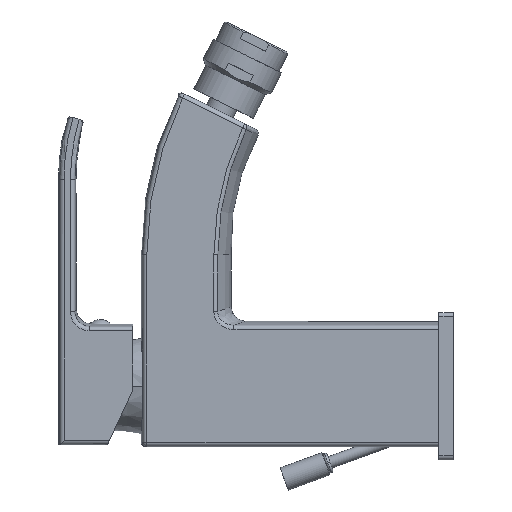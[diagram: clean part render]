
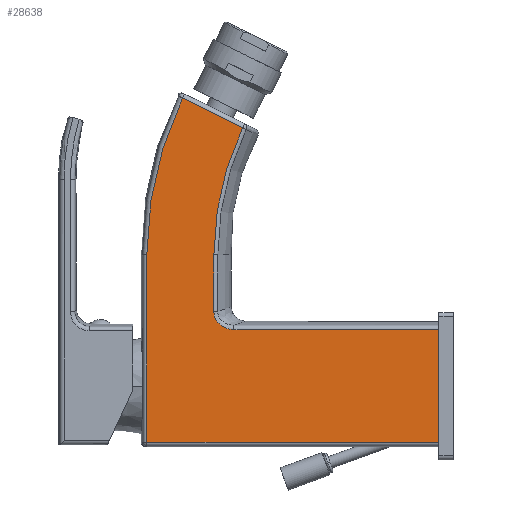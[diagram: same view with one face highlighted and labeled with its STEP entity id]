
A CAD part, left-side view. The second image highlights one B-rep face of the part: STEP entity #28638.
In plain terms, the highlighted planar face has unit normal (-1, 0, 0).
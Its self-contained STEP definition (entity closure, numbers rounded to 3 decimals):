
#4664=DIRECTION('',(0.,0.,1.));
#4665=VECTOR('',#4664,38.22);
#4666=CARTESIAN_POINT('',(-18.25,2.,-19.));
#4667=LINE('',#4666,#4665);
#4668=DIRECTION('',(0.,-1.,0.));
#4669=VECTOR('',#4668,99.03);
#4670=CARTESIAN_POINT('',(-18.25,101.03,-19.));
#4671=LINE('',#4670,#4669);
#4672=DIRECTION('',(0.,0.,-1.));
#4673=VECTOR('',#4672,63.61);
#4674=CARTESIAN_POINT('',(-18.25,101.03,44.61));
#4675=LINE('',#4674,#4673);
#4676=CARTESIAN_POINT('',(-18.25,-21.5,44.61));
#4677=DIRECTION('',(-1.,0.,0.));
#4678=DIRECTION('',(0.,0.901,0.434));
#4679=AXIS2_PLACEMENT_3D('',#4676,#4677,#4678);
#4681=DIRECTION('',(0.,-0.896,-0.445));
#4682=VECTOR('',#4681,22.76);
#4683=CARTESIAN_POINT('',(-18.25,88.895,97.776));
#4684=LINE('',#4683,#4682);
#4685=CARTESIAN_POINT('',(-18.25,-21.5,44.61));
#4686=DIRECTION('',(-1.,0.,0.));
#4687=DIRECTION('',(0.,0.902,0.431));
#4688=AXIS2_PLACEMENT_3D('',#4685,#4686,#4687);
#4690=DIRECTION('',(0.,0.,-1.));
#4691=VECTOR('',#4690,19.323);
#4692=CARTESIAN_POINT('',(-18.25,78.268,44.61));
#4693=LINE('',#4692,#4691);
#4694=CARTESIAN_POINT('',(-18.25,78.268,25.288));
#4695=CARTESIAN_POINT('',(-18.25,78.268,25.179));
#4696=CARTESIAN_POINT('',(-18.25,78.262,24.963));
#4697=CARTESIAN_POINT('',(-18.25,78.234,24.639));
#4698=CARTESIAN_POINT('',(-18.25,78.189,24.317));
#4699=CARTESIAN_POINT('',(-18.25,78.124,23.998));
#4700=CARTESIAN_POINT('',(-18.25,78.041,23.683));
#4701=CARTESIAN_POINT('',(-18.25,77.94,23.373));
#4702=CARTESIAN_POINT('',(-18.25,77.821,23.069));
#4703=CARTESIAN_POINT('',(-18.25,77.684,22.771));
#4704=CARTESIAN_POINT('',(-18.25,77.529,22.481));
#4705=CARTESIAN_POINT('',(-18.25,77.356,22.197));
#4706=CARTESIAN_POINT('',(-18.25,77.165,21.921));
#4707=CARTESIAN_POINT('',(-18.25,76.956,21.653));
#4708=CARTESIAN_POINT('',(-18.25,76.728,21.393));
#4709=CARTESIAN_POINT('',(-18.25,76.483,21.144));
#4710=CARTESIAN_POINT('',(-18.25,76.219,20.904));
#4711=CARTESIAN_POINT('',(-18.25,75.938,20.676));
#4712=CARTESIAN_POINT('',(-18.25,75.639,20.461));
#4713=CARTESIAN_POINT('',(-18.25,75.324,20.259));
#4714=CARTESIAN_POINT('',(-18.25,74.992,20.072));
#4715=CARTESIAN_POINT('',(-18.25,74.644,19.901));
#4716=CARTESIAN_POINT('',(-18.25,74.282,19.746));
#4717=CARTESIAN_POINT('',(-18.25,73.906,19.609));
#4718=CARTESIAN_POINT('',(-18.25,73.519,19.491));
#4719=CARTESIAN_POINT('',(-18.25,73.12,19.394));
#4720=CARTESIAN_POINT('',(-18.25,72.713,19.317));
#4721=CARTESIAN_POINT('',(-18.25,72.299,19.261));
#4722=CARTESIAN_POINT('',(-18.25,71.88,19.228));
#4723=CARTESIAN_POINT('',(-18.25,71.599,19.22));
#4724=CARTESIAN_POINT('',(-18.25,71.457,19.22));
#4726=DIRECTION('',(0.,-1.,0.));
#4727=VECTOR('',#4726,69.457);
#4728=CARTESIAN_POINT('',(-18.25,71.457,19.22));
#4729=LINE('',#4728,#4727);
#19353=VERTEX_POINT('',#4694);
#19354=VERTEX_POINT('',#4724);
#19357=CARTESIAN_POINT('',(-18.25,78.268,44.61));
#19358=VERTEX_POINT('',#19357);
#19361=CARTESIAN_POINT('',(-18.25,68.508,87.649));
#19362=VERTEX_POINT('',#19361);
#19364=CARTESIAN_POINT('',(-18.25,88.895,97.776));
#19365=VERTEX_POINT('',#19364);
#19366=CARTESIAN_POINT('',(-18.25,101.03,44.61));
#19367=CARTESIAN_POINT('',(-18.25,101.03,-19.));
#19368=VERTEX_POINT('',#19366);
#19369=VERTEX_POINT('',#19367);
#19785=CARTESIAN_POINT('',(-18.25,2.,-19.));
#19786=CARTESIAN_POINT('',(-18.25,2.,19.22));
#19787=VERTEX_POINT('',#19785);
#19788=VERTEX_POINT('',#19786);
#28614=CARTESIAN_POINT('',(-18.25,0.,-20.5));
#28615=DIRECTION('',(-1.,0.,0.));
#28616=DIRECTION('',(0.,0.,1.));
#28617=AXIS2_PLACEMENT_3D('',#28614,#28615,#28616);
#28618=PLANE('',#28617);
#28619=ORIENTED_EDGE('',*,*,#28588,.F.);
#28621=ORIENTED_EDGE('',*,*,#28620,.F.);
#28623=ORIENTED_EDGE('',*,*,#28622,.F.);
#28625=ORIENTED_EDGE('',*,*,#28624,.F.);
#28627=ORIENTED_EDGE('',*,*,#28626,.T.);
#28629=ORIENTED_EDGE('',*,*,#28628,.T.);
#28631=ORIENTED_EDGE('',*,*,#28630,.T.);
#28633=ORIENTED_EDGE('',*,*,#28632,.T.);
#28635=ORIENTED_EDGE('',*,*,#28634,.T.);
#28636=EDGE_LOOP('',(#28619,#28621,#28623,#28625,#28627,#28629,#28631,#28633,
#28635));
#28637=FACE_OUTER_BOUND('',#28636,.F.);
#28638=ADVANCED_FACE('',(#28637),#28618,.T.);
#4680=CIRCLE('',#4679,122.53);
#4689=CIRCLE('',#4688,99.768);
#4725=B_SPLINE_CURVE_WITH_KNOTS('',3,(#4694,#4695,#4696,#4697,#4698,#4699,#4700,
#4701,#4702,#4703,#4704,#4705,#4706,#4707,#4708,#4709,#4710,#4711,#4712,#4713,
#4714,#4715,#4716,#4717,#4718,#4719,#4720,#4721,#4722,#4723,#4724),
.UNSPECIFIED.,.F.,.F.,(4,1,1,1,1,1,1,1,1,1,1,1,1,1,1,1,1,1,1,1,1,1,1,1,1,1,1,1,
4),(0.,0.036,0.071,0.107,
0.143,0.179,0.214,0.25,0.286,
0.321,0.357,0.393,0.429,
0.464,0.5,0.536,0.571,0.607,
0.643,0.679,0.714,0.75,0.786,
0.821,0.857,0.893,0.929,
0.964,1.),.UNSPECIFIED.);
#28588=EDGE_CURVE('',#19787,#19788,#4667,.T.);
#28620=EDGE_CURVE('',#19369,#19787,#4671,.T.);
#28622=EDGE_CURVE('',#19368,#19369,#4675,.T.);
#28624=EDGE_CURVE('',#19365,#19368,#4680,.T.);
#28626=EDGE_CURVE('',#19365,#19362,#4684,.T.);
#28628=EDGE_CURVE('',#19362,#19358,#4689,.T.);
#28630=EDGE_CURVE('',#19358,#19353,#4693,.T.);
#28632=EDGE_CURVE('',#19353,#19354,#4725,.T.);
#28634=EDGE_CURVE('',#19354,#19788,#4729,.T.);
